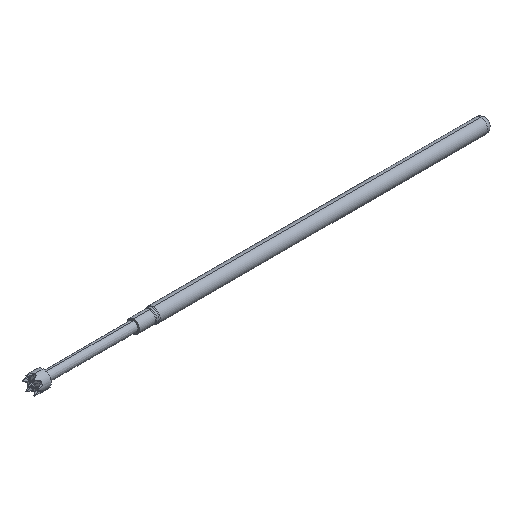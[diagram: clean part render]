
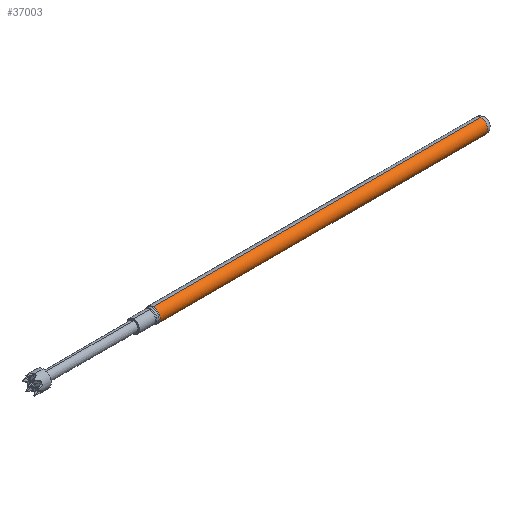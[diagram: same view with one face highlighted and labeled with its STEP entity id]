
A CAD part, isometric view. The second image highlights one B-rep face of the part: STEP entity #37003.
In plain terms, the highlighted cylindrical face has radius 0.51 mm (diameter 1.021 mm), a partial arc.
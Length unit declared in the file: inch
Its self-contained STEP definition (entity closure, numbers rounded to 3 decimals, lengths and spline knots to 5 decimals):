
#1036 = CARTESIAN_POINT ( 'NONE',  ( 0.056, 0., 0.0201 ) ) ;
#2839 = EDGE_CURVE ( 'NONE', #20971, #26973, #21494, .T. ) ;
#3901 = CARTESIAN_POINT ( 'NONE',  ( 0., 0., 0. ) ) ;
#5041 = DIRECTION ( 'NONE',  ( 0., 0., -1. ) ) ;
#6967 = FACE_OUTER_BOUND ( 'NONE', #23557, .T. ) ;
#8086 = DIRECTION ( 'NONE',  ( 0., 0., -1. ) ) ;
#13128 = VERTEX_POINT ( 'NONE', #44342 ) ;
#14578 = CARTESIAN_POINT ( 'NONE',  ( 0.056, 0., -0.0201 ) ) ;
#15003 = AXIS2_PLACEMENT_3D ( 'NONE', #21918, #22352, #5041 ) ;
#17422 = VERTEX_POINT ( 'NONE', #31872 ) ;
#17714 = EDGE_CURVE ( 'NONE', #13128, #26973, #27029, .T. ) ;
#18026 = LINE ( 'NONE', #39461, #35441 ) ;
#18869 = VECTOR ( 'NONE', #25751, 39.37008 ) ;
#20971 = VERTEX_POINT ( 'NONE', #14578 ) ;
#21187 = AXIS2_PLACEMENT_3D ( 'NONE', #3901, #42538, #39060 ) ;
#21494 = CIRCLE ( 'NONE', #30306, 0.0201 ) ;
#21629 = CARTESIAN_POINT ( 'NONE',  ( 0.056, 0., 0. ) ) ;
#21918 = CARTESIAN_POINT ( 'NONE',  ( 0.985, 0., 0. ) ) ;
#22352 = DIRECTION ( 'NONE',  ( -1., 0., 0. ) ) ;
#23557 = EDGE_LOOP ( 'NONE', ( #35264, #30878, #44704, #27150 ) ) ;
#23756 = EDGE_CURVE ( 'NONE', #17422, #13128, #43712, .T. ) ;
#25751 = DIRECTION ( 'NONE',  ( -1., 0., 0. ) ) ;
#25900 = CARTESIAN_POINT ( 'NONE',  ( 0., 0., 0.0201 ) ) ;
#26973 = VERTEX_POINT ( 'NONE', #1036 ) ;
#27029 = LINE ( 'NONE', #25900, #18869 ) ;
#27150 = ORIENTED_EDGE ( 'NONE', *, *, #41631, .F. ) ;
#28931 = DIRECTION ( 'NONE',  ( -1., 0., 0. ) ) ;
#30306 = AXIS2_PLACEMENT_3D ( 'NONE', #21629, #28931, #8086 ) ;
#30878 = ORIENTED_EDGE ( 'NONE', *, *, #17714, .T. ) ;
#31872 = CARTESIAN_POINT ( 'NONE',  ( 0.985, 0., -0.0201 ) ) ;
#32600 = DIRECTION ( 'NONE',  ( -1., 0., 0. ) ) ;
#35264 = ORIENTED_EDGE ( 'NONE', *, *, #23756, .T. ) ;
#35441 = VECTOR ( 'NONE', #32600, 39.37008 ) ;
#37003 = ADVANCED_FACE ( 'NONE', ( #6967 ), #42344, .T. ) ;
#39060 = DIRECTION ( 'NONE',  ( 0., 0., -1. ) ) ;
#39461 = CARTESIAN_POINT ( 'NONE',  ( 0., 0., -0.0201 ) ) ;
#41631 = EDGE_CURVE ( 'NONE', #17422, #20971, #18026, .T. ) ;
#42344 = CYLINDRICAL_SURFACE ( 'NONE', #21187, 0.0201 ) ;
#42538 = DIRECTION ( 'NONE',  ( -1., 0., 0. ) ) ;
#43712 = CIRCLE ( 'NONE', #15003, 0.0201 ) ;
#44342 = CARTESIAN_POINT ( 'NONE',  ( 0.985, 0., 0.0201 ) ) ;
#44704 = ORIENTED_EDGE ( 'NONE', *, *, #2839, .F. ) ;
